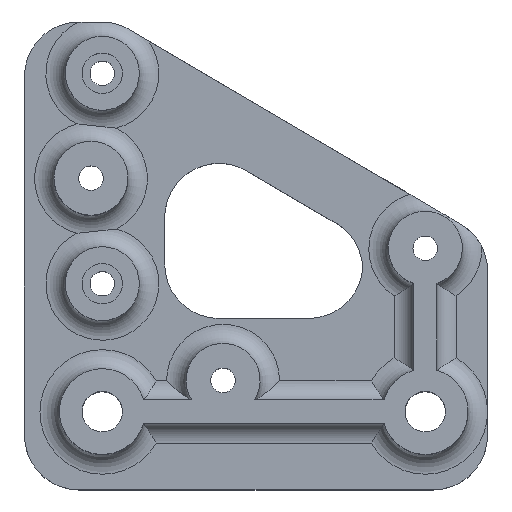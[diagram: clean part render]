
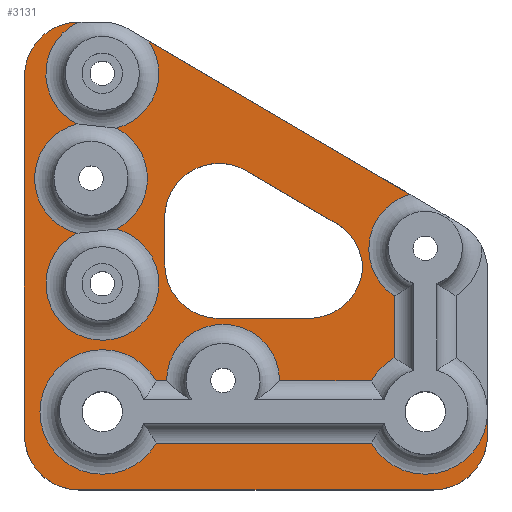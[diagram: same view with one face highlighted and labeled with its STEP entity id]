
A CAD part, top view. The second image highlights one B-rep face of the part: STEP entity #3131.
In plain terms, the highlighted planar face has unit normal (0, 0, 1).
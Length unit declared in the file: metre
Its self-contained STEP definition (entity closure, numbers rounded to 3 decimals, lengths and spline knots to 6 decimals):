
#91=LINE('',#4535,#404);
#93=LINE('',#4539,#406);
#97=LINE('',#4548,#410);
#111=LINE('',#4582,#424);
#116=LINE('',#4644,#429);
#117=LINE('',#4648,#430);
#118=LINE('',#4652,#431);
#119=LINE('',#4656,#432);
#120=LINE('',#4659,#433);
#121=LINE('',#4664,#434);
#122=LINE('',#4670,#435);
#404=VECTOR('',#3680,1.);
#406=VECTOR('',#3684,1.);
#410=VECTOR('',#3690,1.);
#424=VECTOR('',#3706,1.);
#429=VECTOR('',#3757,1.);
#430=VECTOR('',#3760,1.);
#431=VECTOR('',#3763,1.);
#432=VECTOR('',#3766,1.);
#433=VECTOR('',#3769,1.);
#434=VECTOR('',#3772,1.);
#435=VECTOR('',#3777,1.);
#710=PLANE('',#3364);
#899=ORIENTED_EDGE('',*,*,#1789,.T.);
#900=ORIENTED_EDGE('',*,*,#1804,.T.);
#901=ORIENTED_EDGE('',*,*,#1805,.T.);
#902=ORIENTED_EDGE('',*,*,#1806,.T.);
#903=ORIENTED_EDGE('',*,*,#1807,.T.);
#904=ORIENTED_EDGE('',*,*,#1808,.T.);
#905=ORIENTED_EDGE('',*,*,#1809,.T.);
#906=ORIENTED_EDGE('',*,*,#1768,.F.);
#907=ORIENTED_EDGE('',*,*,#1810,.T.);
#908=ORIENTED_EDGE('',*,*,#1770,.T.);
#909=ORIENTED_EDGE('',*,*,#1811,.T.);
#910=ORIENTED_EDGE('',*,*,#1774,.T.);
#911=ORIENTED_EDGE('',*,*,#1812,.T.);
#912=ORIENTED_EDGE('',*,*,#1813,.T.);
#913=ORIENTED_EDGE('',*,*,#1814,.T.);
#914=ORIENTED_EDGE('',*,*,#1815,.T.);
#915=ORIENTED_EDGE('',*,*,#1816,.T.);
#916=ORIENTED_EDGE('',*,*,#1817,.T.);
#917=ORIENTED_EDGE('',*,*,#1818,.T.);
#918=ORIENTED_EDGE('',*,*,#1819,.T.);
#919=ORIENTED_EDGE('',*,*,#1820,.T.);
#920=ORIENTED_EDGE('',*,*,#1821,.F.);
#921=ORIENTED_EDGE('',*,*,#1822,.T.);
#922=ORIENTED_EDGE('',*,*,#1823,.F.);
#923=ORIENTED_EDGE('',*,*,#1824,.T.);
#924=ORIENTED_EDGE('',*,*,#1825,.T.);
#925=ORIENTED_EDGE('',*,*,#1826,.F.);
#926=ORIENTED_EDGE('',*,*,#1827,.T.);
#1768=EDGE_CURVE('',#2222,#2223,#91,.T.);
#1770=EDGE_CURVE('',#2224,#2225,#93,.T.);
#1774=EDGE_CURVE('',#2228,#2191,#97,.T.);
#1789=EDGE_CURVE('',#2243,#2242,#111,.T.);
#1804=EDGE_CURVE('',#2242,#2257,#2525,.F.);
#1805=EDGE_CURVE('',#2257,#2258,#2526,.F.);
#1806=EDGE_CURVE('',#2258,#2259,#2527,.F.);
#1807=EDGE_CURVE('',#2259,#2260,#2528,.F.);
#1808=EDGE_CURVE('',#2260,#2261,#2529,.F.);
#1809=EDGE_CURVE('',#2261,#2223,#2530,.T.);
#1810=EDGE_CURVE('',#2222,#2224,#2531,.T.);
#1811=EDGE_CURVE('',#2225,#2228,#2532,.T.);
#1812=EDGE_CURVE('',#2191,#2262,#2533,.F.);
#1813=EDGE_CURVE('',#2262,#2263,#116,.F.);
#1814=EDGE_CURVE('',#2263,#2264,#2534,.F.);
#1815=EDGE_CURVE('',#2264,#2265,#117,.F.);
#1816=EDGE_CURVE('',#2265,#2266,#2535,.F.);
#1817=EDGE_CURVE('',#2266,#2267,#118,.F.);
#1818=EDGE_CURVE('',#2267,#2268,#2536,.F.);
#1819=EDGE_CURVE('',#2268,#2269,#119,.F.);
#1820=EDGE_CURVE('',#2269,#2243,#2537,.F.);
#1821=EDGE_CURVE('',#2270,#2271,#120,.T.);
#1822=EDGE_CURVE('',#2270,#2272,#2538,.F.);
#1823=EDGE_CURVE('',#2273,#2272,#121,.T.);
#1824=EDGE_CURVE('',#2273,#2274,#2539,.F.);
#1825=EDGE_CURVE('',#2274,#2275,#2540,.F.);
#1826=EDGE_CURVE('',#2276,#2275,#122,.T.);
#1827=EDGE_CURVE('',#2276,#2271,#2541,.F.);
#2191=VERTEX_POINT('',#4461);
#2222=VERTEX_POINT('',#4534);
#2223=VERTEX_POINT('',#4536);
#2224=VERTEX_POINT('',#4540);
#2225=VERTEX_POINT('',#4541);
#2228=VERTEX_POINT('',#4549);
#2242=VERTEX_POINT('',#4581);
#2243=VERTEX_POINT('',#4583);
#2257=VERTEX_POINT('',#4630);
#2258=VERTEX_POINT('',#4632);
#2259=VERTEX_POINT('',#4634);
#2260=VERTEX_POINT('',#4636);
#2261=VERTEX_POINT('',#4638);
#2262=VERTEX_POINT('',#4643);
#2263=VERTEX_POINT('',#4645);
#2264=VERTEX_POINT('',#4647);
#2265=VERTEX_POINT('',#4649);
#2266=VERTEX_POINT('',#4651);
#2267=VERTEX_POINT('',#4653);
#2268=VERTEX_POINT('',#4655);
#2269=VERTEX_POINT('',#4657);
#2270=VERTEX_POINT('',#4660);
#2271=VERTEX_POINT('',#4661);
#2272=VERTEX_POINT('',#4663);
#2273=VERTEX_POINT('',#4665);
#2274=VERTEX_POINT('',#4667);
#2275=VERTEX_POINT('',#4669);
#2276=VERTEX_POINT('',#4671);
#2525=CIRCLE('',#3365,0.00725);
#2526=CIRCLE('',#3366,0.00725);
#2527=CIRCLE('',#3367,0.00725);
#2528=CIRCLE('',#3368,0.00725);
#2529=CIRCLE('',#3369,0.00725);
#2530=CIRCLE('',#3370,0.007);
#2531=CIRCLE('',#3371,0.007);
#2532=CIRCLE('',#3372,0.007);
#2533=CIRCLE('',#3373,0.008);
#2534=CIRCLE('',#3374,0.008);
#2535=CIRCLE('',#3375,0.00725);
#2536=CIRCLE('',#3376,0.008);
#2537=CIRCLE('',#3377,0.00725);
#2538=CIRCLE('',#3378,0.007);
#2539=CIRCLE('',#3379,0.007);
#2540=CIRCLE('',#3380,0.007);
#2541=CIRCLE('',#3381,0.007);
#2624=EDGE_LOOP('',(#899,#900,#901,#902,#903,#904,#905,#906,#907,#908,#909,
#910,#911,#912,#913,#914,#915,#916,#917,#918,#919));
#2625=EDGE_LOOP('',(#920,#921,#922,#923,#924,#925,#926));
#2861=FACE_BOUND('',#2624,.T.);
#2862=FACE_BOUND('',#2625,.T.);
#3131=ADVANCED_FACE('',(#2861,#2862),#710,.T.);
#3364=AXIS2_PLACEMENT_3D('',#4628,#3737,#3738);
#3365=AXIS2_PLACEMENT_3D('',#4629,#3739,#3740);
#3366=AXIS2_PLACEMENT_3D('',#4631,#3741,#3742);
#3367=AXIS2_PLACEMENT_3D('',#4633,#3743,#3744);
#3368=AXIS2_PLACEMENT_3D('',#4635,#3745,#3746);
#3369=AXIS2_PLACEMENT_3D('',#4637,#3747,#3748);
#3370=AXIS2_PLACEMENT_3D('',#4639,#3749,#3750);
#3371=AXIS2_PLACEMENT_3D('',#4640,#3751,#3752);
#3372=AXIS2_PLACEMENT_3D('',#4641,#3753,#3754);
#3373=AXIS2_PLACEMENT_3D('',#4642,#3755,#3756);
#3374=AXIS2_PLACEMENT_3D('',#4646,#3758,#3759);
#3375=AXIS2_PLACEMENT_3D('',#4650,#3761,#3762);
#3376=AXIS2_PLACEMENT_3D('',#4654,#3764,#3765);
#3377=AXIS2_PLACEMENT_3D('',#4658,#3767,#3768);
#3378=AXIS2_PLACEMENT_3D('',#4662,#3770,#3771);
#3379=AXIS2_PLACEMENT_3D('',#4666,#3773,#3774);
#3380=AXIS2_PLACEMENT_3D('',#4668,#3775,#3776);
#3381=AXIS2_PLACEMENT_3D('',#4672,#3778,#3779);
#3680=DIRECTION('',(0.,1.,0.));
#3684=DIRECTION('',(1.,0.,0.));
#3690=DIRECTION('',(0.,1.,0.));
#3706=DIRECTION('',(-0.862,0.506,0.));
#3737=DIRECTION('',(0.,0.,1.));
#3738=DIRECTION('',(1.,0.,0.));
#3739=DIRECTION('',(0.,0.,1.));
#3740=DIRECTION('',(1.,0.,0.));
#3741=DIRECTION('',(0.,0.,1.));
#3742=DIRECTION('',(1.,0.,0.));
#3743=DIRECTION('',(0.,0.,1.));
#3744=DIRECTION('',(1.,0.,0.));
#3745=DIRECTION('',(0.,0.,1.));
#3746=DIRECTION('',(1.,0.,0.));
#3747=DIRECTION('',(0.,0.,1.));
#3748=DIRECTION('',(1.,0.,0.));
#3749=DIRECTION('',(0.,0.,1.));
#3750=DIRECTION('',(1.,0.,0.));
#3751=DIRECTION('',(0.,0.,1.));
#3752=DIRECTION('',(1.,0.,0.));
#3753=DIRECTION('',(0.,0.,1.));
#3754=DIRECTION('',(1.,0.,0.));
#3755=DIRECTION('',(0.,0.,1.));
#3756=DIRECTION('',(1.,0.,0.));
#3757=DIRECTION('',(1.,0.,0.));
#3758=DIRECTION('',(0.,0.,1.));
#3759=DIRECTION('',(1.,0.,0.));
#3760=DIRECTION('',(-1.,0.,0.));
#3761=DIRECTION('',(0.,0.,1.));
#3762=DIRECTION('',(1.,0.,0.));
#3763=DIRECTION('',(-1.,0.,0.));
#3764=DIRECTION('',(0.,0.,1.));
#3765=DIRECTION('',(1.,0.,0.));
#3766=DIRECTION('',(0.,-1.,0.));
#3767=DIRECTION('',(0.,0.,1.));
#3768=DIRECTION('',(1.,0.,0.));
#3769=DIRECTION('',(0.,-1.,0.));
#3770=DIRECTION('',(0.,0.,1.));
#3771=DIRECTION('',(1.,0.,0.));
#3772=DIRECTION('',(-0.862,0.506,0.));
#3773=DIRECTION('',(0.,0.,1.));
#3774=DIRECTION('',(1.,0.,0.));
#3775=DIRECTION('',(0.,0.,1.));
#3776=DIRECTION('',(1.,0.,0.));
#3777=DIRECTION('',(1.,0.,0.));
#3778=DIRECTION('',(0.,0.,1.));
#3779=DIRECTION('',(1.,0.,0.));
#4461=CARTESIAN_POINT('',(0.049453,0.,0.01));
#4534=CARTESIAN_POINT('',(-0.01,-0.003,0.01));
#4535=CARTESIAN_POINT('',(-0.01,0.020027,0.01));
#4536=CARTESIAN_POINT('',(-0.01,0.043053,0.01));
#4539=CARTESIAN_POINT('',(0.,-0.01,0.01));
#4540=CARTESIAN_POINT('',(-0.003,-0.01,0.01));
#4541=CARTESIAN_POINT('',(0.042453,-0.01,0.01));
#4548=CARTESIAN_POINT('',(0.049453,0.,0.01));
#4549=CARTESIAN_POINT('',(0.049453,-0.003,0.01));
#4581=CARTESIAN_POINT('',(0.005928,0.047627,0.01));
#4582=CARTESIAN_POINT('',(0.005897,0.047645,0.01));
#4583=CARTESIAN_POINT('',(0.039485,0.027931,0.01));
#4628=CARTESIAN_POINT('',(0.019727,0.020027,0.01));
#4629=CARTESIAN_POINT('',(0.,0.043453,0.01));
#4630=CARTESIAN_POINT('',(0.001803,0.036431,0.01));
#4631=CARTESIAN_POINT('',(-0.001453,0.029953,0.01));
#4632=CARTESIAN_POINT('',(0.001803,0.023476,0.01));
#4633=CARTESIAN_POINT('',(0.,0.016453,0.01));
#4634=CARTESIAN_POINT('',(-0.003256,0.022931,0.01));
#4635=CARTESIAN_POINT('',(-0.001453,0.029953,0.01));
#4636=CARTESIAN_POINT('',(-0.003256,0.036976,0.01));
#4637=CARTESIAN_POINT('',(0.,0.043453,0.01));
#4638=CARTESIAN_POINT('',(-0.003,0.050053,0.01));
#4639=CARTESIAN_POINT('',(-0.003,0.043053,0.01));
#4640=CARTESIAN_POINT('',(-0.003,-0.003,0.01));
#4641=CARTESIAN_POINT('',(0.042453,-0.003,0.01));
#4642=CARTESIAN_POINT('',(0.041453,0.,0.01));
#4643=CARTESIAN_POINT('',(0.034525,-0.004,0.01));
#4644=CARTESIAN_POINT('',(0.019727,-0.004,0.01));
#4645=CARTESIAN_POINT('',(0.006928,-0.004,0.01));
#4646=CARTESIAN_POINT('',(0.,0.,0.01));
#4647=CARTESIAN_POINT('',(0.006928,0.004,0.01));
#4648=CARTESIAN_POINT('',(0.019727,0.004,0.01));
#4649=CARTESIAN_POINT('',(0.00825,0.004,0.01));
#4650=CARTESIAN_POINT('',(0.0155,0.004,0.01));
#4651=CARTESIAN_POINT('',(0.02275,0.004,0.01));
#4652=CARTESIAN_POINT('',(0.019727,0.004,0.01));
#4653=CARTESIAN_POINT('',(0.034525,0.004,0.01));
#4654=CARTESIAN_POINT('',(0.041453,0.,0.01));
#4655=CARTESIAN_POINT('',(0.037453,0.006928,0.01));
#4656=CARTESIAN_POINT('',(0.037453,0.020027,0.01));
#4657=CARTESIAN_POINT('',(0.037453,0.014907,0.01));
#4658=CARTESIAN_POINT('',(0.041453,0.020953,0.01));
#4659=CARTESIAN_POINT('',(0.008,0.024567,0.01));
#4660=CARTESIAN_POINT('',(0.008,0.02491,0.01));
#4661=CARTESIAN_POINT('',(0.008,0.019,0.01));
#4662=CARTESIAN_POINT('',(0.015,0.02491,0.01));
#4663=CARTESIAN_POINT('',(0.018543,0.030947,0.01));
#4664=CARTESIAN_POINT('',(0.020727,0.029665,0.01));
#4665=CARTESIAN_POINT('',(0.029997,0.024224,0.01));
#4666=CARTESIAN_POINT('',(0.026453,0.018187,0.01));
#4667=CARTESIAN_POINT('',(0.033442,0.018594,0.01));
#4668=CARTESIAN_POINT('',(0.026453,0.019,0.01));
#4669=CARTESIAN_POINT('',(0.026453,0.012,0.01));
#4670=CARTESIAN_POINT('',(0.020727,0.012,0.01));
#4671=CARTESIAN_POINT('',(0.015,0.012,0.01));
#4672=CARTESIAN_POINT('',(0.015,0.019,0.01));
